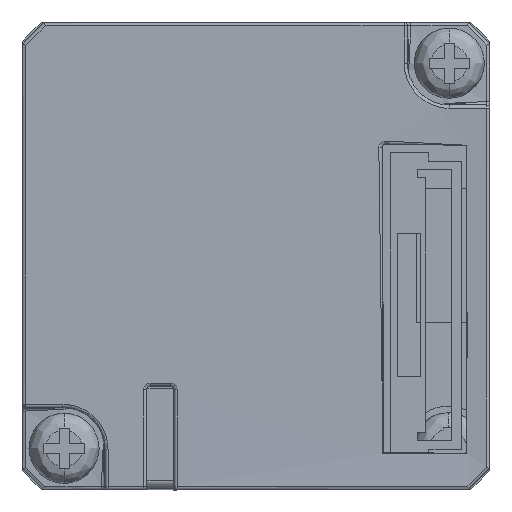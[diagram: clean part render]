
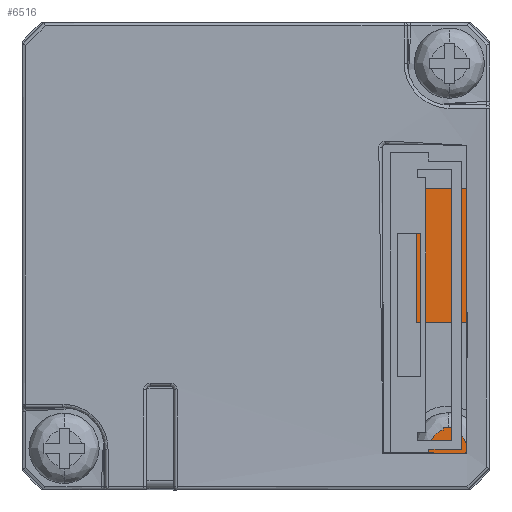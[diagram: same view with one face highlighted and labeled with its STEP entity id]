
A CAD part, front view. The second image highlights one B-rep face of the part: STEP entity #6516.
In plain terms, the highlighted planar face has unit normal (0, -1, 0).
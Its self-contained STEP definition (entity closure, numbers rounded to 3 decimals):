
#184 = EDGE_CURVE ( 'NONE', #10490, #4523, #1318, .T. ) ;
#209 = DIRECTION ( 'NONE',  ( -0.707, 0., -0.707 ) ) ;
#335 = VECTOR ( 'NONE', #13026, 1000. ) ;
#648 = CARTESIAN_POINT ( 'NONE',  ( -25.557, -31.654, 5.6 ) ) ;
#685 = CARTESIAN_POINT ( 'NONE',  ( 0.134, -31.654, 33.6 ) ) ;
#920 = EDGE_CURVE ( 'NONE', #3131, #15213, #14733, .T. ) ;
#940 = VECTOR ( 'NONE', #8115, 1000. ) ;
#1049 = DIRECTION ( 'NONE',  ( 0., -1., 0. ) ) ;
#1154 = DIRECTION ( 'NONE',  ( 0.707, 0., -0.707 ) ) ;
#1318 = LINE ( 'NONE', #1887, #940 ) ;
#1443 = CARTESIAN_POINT ( 'NONE',  ( -12.711, -31.654, 21.1 ) ) ;
#1887 = CARTESIAN_POINT ( 'NONE',  ( -26.711, -31.654, 32.445 ) ) ;
#2067 = EDGE_CURVE ( 'NONE', #13585, #4581, #14094, .T. ) ;
#2155 = EDGE_LOOP ( 'NONE', ( #14297, #6403, #15187, #7009, #5012, #4513, #12300, #10935 ) ) ;
#2192 = CARTESIAN_POINT ( 'NONE',  ( -26.711, -31.654, 6.755 ) ) ;
#2256 = CARTESIAN_POINT ( 'NONE',  ( -26.711, -31.654, 32.445 ) ) ;
#2279 = VECTOR ( 'NONE', #1154, 1000. ) ;
#2343 = LINE ( 'NONE', #15705, #15429 ) ;
#2390 = VECTOR ( 'NONE', #9815, 1000. ) ;
#3070 = LINE ( 'NONE', #685, #335 ) ;
#3131 = VERTEX_POINT ( 'NONE', #4726 ) ;
#3133 = CARTESIAN_POINT ( 'NONE',  ( 0.134, -31.654, 33.6 ) ) ;
#3240 = EDGE_CURVE ( 'NONE', #11222, #10490, #7626, .T. ) ;
#3561 = EDGE_CURVE ( 'NONE', #13823, #11222, #3070, .T. ) ;
#3955 = DIRECTION ( 'NONE',  ( 0., -1., 0. ) ) ;
#4044 = DIRECTION ( 'NONE',  ( 0., 0., -1. ) ) ;
#4406 = DIRECTION ( 'NONE',  ( 0.707, 0., 0.707 ) ) ;
#4513 = ORIENTED_EDGE ( 'NONE', *, *, #12267, .T. ) ;
#4523 = VERTEX_POINT ( 'NONE', #2192 ) ;
#4534 = LINE ( 'NONE', #6183, #13870 ) ;
#4581 = VERTEX_POINT ( 'NONE', #5929 ) ;
#4695 = CIRCLE ( 'NONE', #13530, 1.5 ) ;
#4726 = CARTESIAN_POINT ( 'NONE',  ( -12.711, -31.654, 18.1 ) ) ;
#4930 = VERTEX_POINT ( 'NONE', #14085 ) ;
#5012 = ORIENTED_EDGE ( 'NONE', *, *, #5601, .T. ) ;
#5572 = FACE_BOUND ( 'NONE', #5974, .T. ) ;
#5601 = EDGE_CURVE ( 'NONE', #4930, #8958, #7579, .T. ) ;
#5929 = CARTESIAN_POINT ( 'NONE',  ( 1.289, -31.654, 32.445 ) ) ;
#5974 = EDGE_LOOP ( 'NONE', ( #7887, #8660 ) ) ;
#6183 = CARTESIAN_POINT ( 'NONE',  ( 1.289, -31.654, 32.445 ) ) ;
#6254 = CARTESIAN_POINT ( 'NONE',  ( -26.711, -31.654, 6.755 ) ) ;
#6343 = CARTESIAN_POINT ( 'NONE',  ( -17.37, -31.654, 47.6 ) ) ;
#6403 = ORIENTED_EDGE ( 'NONE', *, *, #3240, .T. ) ;
#6516 = ADVANCED_FACE ( 'NONE', ( #5572, #14112 ), #11194, .T. ) ;
#6994 = DIRECTION ( 'NONE',  ( 1., 0., 0. ) ) ;
#7009 = ORIENTED_EDGE ( 'NONE', *, *, #15504, .T. ) ;
#7579 = LINE ( 'NONE', #648, #9115 ) ;
#7626 = LINE ( 'NONE', #15307, #15382 ) ;
#7887 = ORIENTED_EDGE ( 'NONE', *, *, #15230, .F. ) ;
#8098 = AXIS2_PLACEMENT_3D ( 'NONE', #8675, #1049, #9809 ) ;
#8115 = DIRECTION ( 'NONE',  ( 0., 0., -1. ) ) ;
#8185 = AXIS2_PLACEMENT_3D ( 'NONE', #6343, #3955, #12600 ) ;
#8370 = CARTESIAN_POINT ( 'NONE',  ( 0.134, -31.654, 5.6 ) ) ;
#8660 = ORIENTED_EDGE ( 'NONE', *, *, #920, .F. ) ;
#8675 = CARTESIAN_POINT ( 'NONE',  ( -12.711, -31.654, 19.6 ) ) ;
#8958 = VERTEX_POINT ( 'NONE', #8370 ) ;
#9115 = VECTOR ( 'NONE', #6994, 1000. ) ;
#9809 = DIRECTION ( 'NONE',  ( 0., 0., -1. ) ) ;
#9815 = DIRECTION ( 'NONE',  ( 0., 0., 1. ) ) ;
#10490 = VERTEX_POINT ( 'NONE', #2256 ) ;
#10935 = ORIENTED_EDGE ( 'NONE', *, *, #12457, .T. ) ;
#11083 = LINE ( 'NONE', #6254, #2279 ) ;
#11194 = PLANE ( 'NONE',  #8185 ) ;
#11222 = VERTEX_POINT ( 'NONE', #12872 ) ;
#11297 = DIRECTION ( 'NONE',  ( -0.707, 0., 0.707 ) ) ;
#12267 = EDGE_CURVE ( 'NONE', #8958, #13585, #2343, .T. ) ;
#12300 = ORIENTED_EDGE ( 'NONE', *, *, #2067, .T. ) ;
#12457 = EDGE_CURVE ( 'NONE', #4581, #13823, #4534, .T. ) ;
#12600 = DIRECTION ( 'NONE',  ( 0., 0., -1. ) ) ;
#12872 = CARTESIAN_POINT ( 'NONE',  ( -25.557, -31.654, 33.6 ) ) ;
#12963 = DIRECTION ( 'NONE',  ( 0., -1., 0. ) ) ;
#13026 = DIRECTION ( 'NONE',  ( -1., 0., 0. ) ) ;
#13530 = AXIS2_PLACEMENT_3D ( 'NONE', #14201, #12963, #4044 ) ;
#13585 = VERTEX_POINT ( 'NONE', #13792 ) ;
#13792 = CARTESIAN_POINT ( 'NONE',  ( 1.289, -31.654, 6.755 ) ) ;
#13823 = VERTEX_POINT ( 'NONE', #3133 ) ;
#13870 = VECTOR ( 'NONE', #11297, 1000. ) ;
#14085 = CARTESIAN_POINT ( 'NONE',  ( -25.557, -31.654, 5.6 ) ) ;
#14094 = LINE ( 'NONE', #14918, #2390 ) ;
#14112 = FACE_OUTER_BOUND ( 'NONE', #2155, .T. ) ;
#14201 = CARTESIAN_POINT ( 'NONE',  ( -12.711, -31.654, 19.6 ) ) ;
#14297 = ORIENTED_EDGE ( 'NONE', *, *, #3561, .T. ) ;
#14733 = CIRCLE ( 'NONE', #8098, 1.5 ) ;
#14918 = CARTESIAN_POINT ( 'NONE',  ( 1.289, -31.654, 6.755 ) ) ;
#15187 = ORIENTED_EDGE ( 'NONE', *, *, #184, .T. ) ;
#15213 = VERTEX_POINT ( 'NONE', #1443 ) ;
#15230 = EDGE_CURVE ( 'NONE', #15213, #3131, #4695, .T. ) ;
#15307 = CARTESIAN_POINT ( 'NONE',  ( -25.557, -31.654, 33.6 ) ) ;
#15382 = VECTOR ( 'NONE', #209, 1000. ) ;
#15429 = VECTOR ( 'NONE', #4406, 1000. ) ;
#15504 = EDGE_CURVE ( 'NONE', #4523, #4930, #11083, .T. ) ;
#15705 = CARTESIAN_POINT ( 'NONE',  ( 0.134, -31.654, 5.6 ) ) ;
